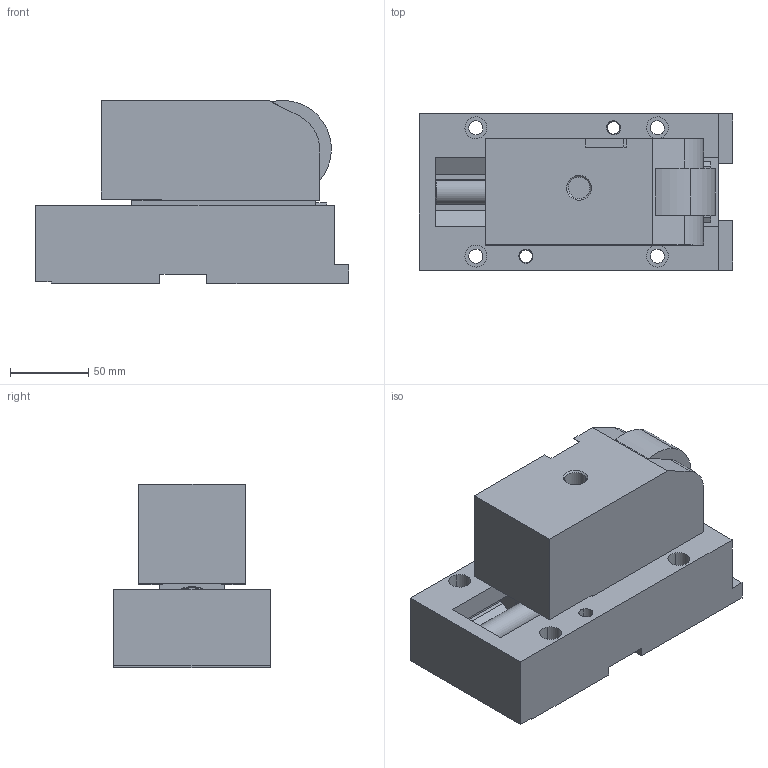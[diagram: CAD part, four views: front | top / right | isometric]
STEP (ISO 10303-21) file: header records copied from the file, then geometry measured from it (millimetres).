
FILE_DESCRIPTION(('CATIA V5 STEP Exchange'),'2;1');
FILE_NAME('CRCS-03000-50_1.stp','2015-09-08T10:20:21+00:00',('none'),('none'),'CATIA Version 5 Release 20 GA (IN-10)','CATIA V5 STEP AP203','none');
FILE_SCHEMA(('CONFIG_CONTROL_DESIGN'));
Length unit declared in the file: millimetre
Products named in the file (1): CRCS-03000-50_1
Bounding box: 200 x 100 x 117 mm (x, y, z)
Volume: 1412787.9 mm3; surface area: 189065 mm2
Topology: 4 solids, 4 shells, 194 faces, 497 edges, 324 vertices
Faces by surface type: plane 119, cylinder 57, cone 15, torus 3
Entity records: 5704 total; most frequent: CARTESIAN_POINT 1185, ORIENTED_EDGE 994, DIRECTION 756, EDGE_CURVE 497, VECTOR 332, LINE 332, VERTEX_POINT 324, AXIS2_PLACEMENT_3D 281
